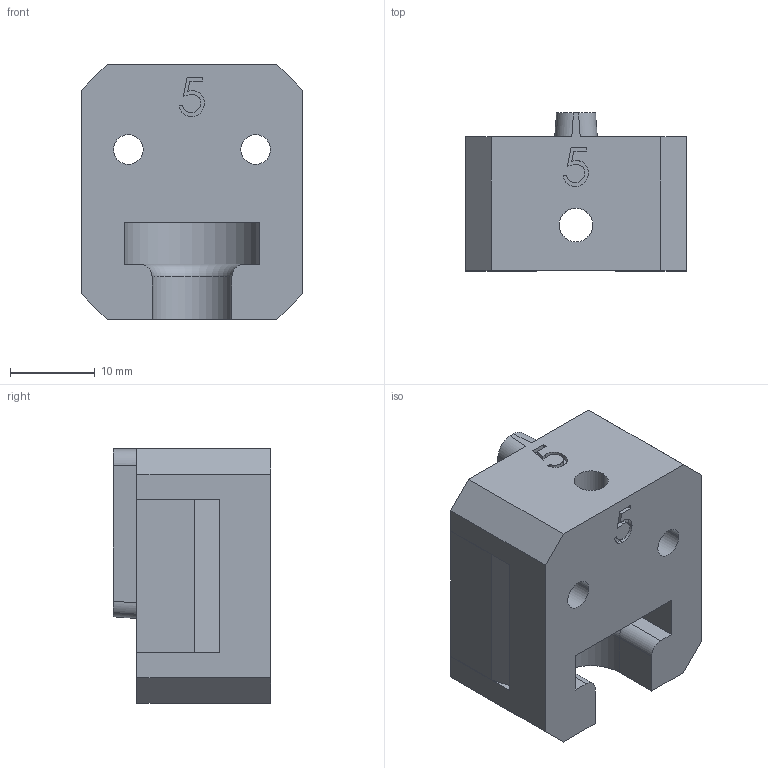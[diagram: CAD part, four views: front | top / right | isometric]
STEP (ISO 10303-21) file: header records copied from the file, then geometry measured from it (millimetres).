
FILE_DESCRIPTION (( 'STEP AP214' ), '1' );
FILE_NAME ('5mL Hamilton Pusher v1.3.STEP', '2024-12-03T15:20:29', ( '' ), ( '' ), 'SwSTEP 2.0', 'SolidWorks 2024', '' );
FILE_SCHEMA (( 'AUTOMOTIVE_DESIGN' ));
Length unit declared in the file: millimetre
Products named in the file (1): 5mL Hamilton Pusher v1.3
Bounding box: 26 x 18.57 x 30 mm (x, y, z)
Volume: 10187.2 mm3; surface area: 4266.8 mm2
Topology: 1 solids, 1 shells, 77 faces, 217 edges, 144 vertices
Faces by surface type: plane 44, cylinder 16, bspline 16, torus 1
Entity records: 3419 total; most frequent: CARTESIAN_POINT 1515, ORIENTED_EDGE 434, DIRECTION 318, EDGE_CURVE 217, VECTOR 152, LINE 152, VERTEX_POINT 144, EDGE_LOOP 85
